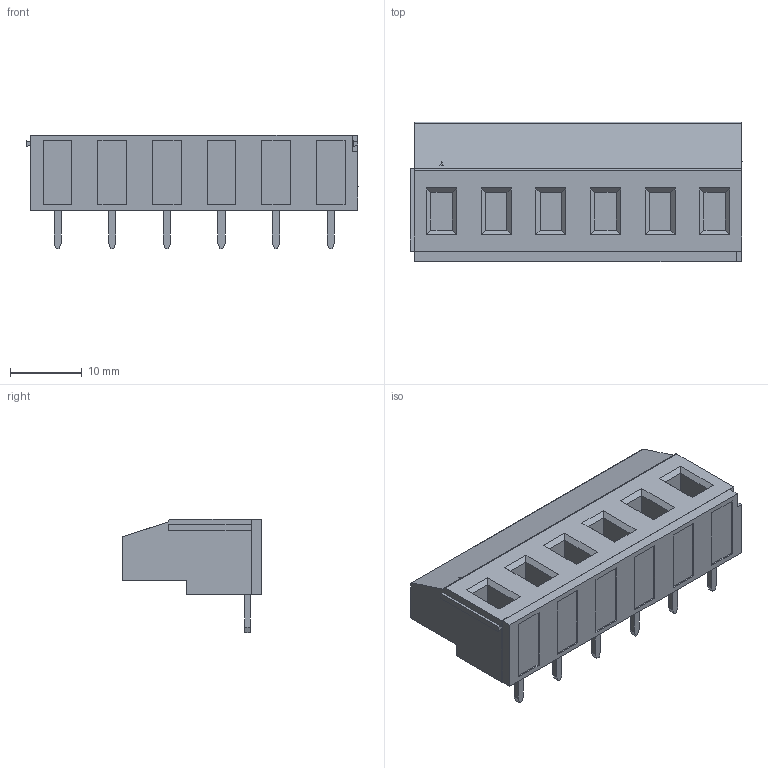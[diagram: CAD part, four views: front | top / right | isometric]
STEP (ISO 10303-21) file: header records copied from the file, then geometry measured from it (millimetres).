
FILE_DESCRIPTION (( 'STEP AP214' ), '1' );
FILE_NAME ('DG129R-7.62-06P-14-00AH.STEP', '2021-01-12T21:28:39', ( '' ), ( '' ), 'SwSTEP 2.0', 'SolidWorks 2020', '' );
FILE_SCHEMA (( 'AUTOMOTIVE_DESIGN' ));
Length unit declared in the file: millimetre
Products named in the file (1): DG129R-7.62-06P-14-00AH
Bounding box: 46.32 x 19.5 x 15.9 mm (x, y, z)
Volume: 7270.6 mm3; surface area: 4325.6 mm2
Topology: 1 solids, 1 shells, 690 faces, 1775 edges, 1158 vertices
Faces by surface type: plane 392, bspline 199, cylinder 59, torus 30, cone 10
Entity records: 35518 total; most frequent: CARTESIAN_POINT 14959, ORIENTED_EDGE 3550, DIRECTION 2573, EDGE_CURVE 1775, VERTEX_POINT 1158, VECTOR 1141, LINE 1141, EDGE_LOOP 761
